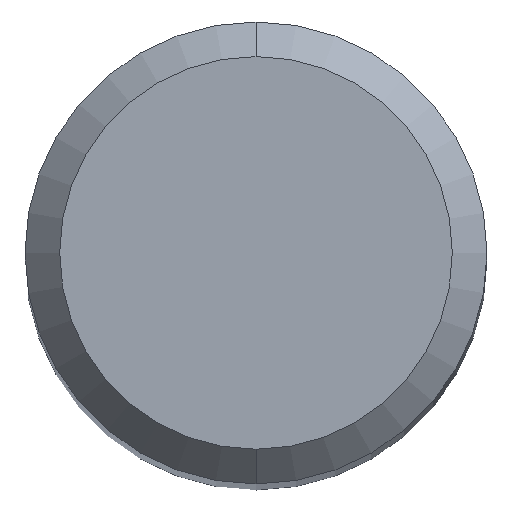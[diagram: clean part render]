
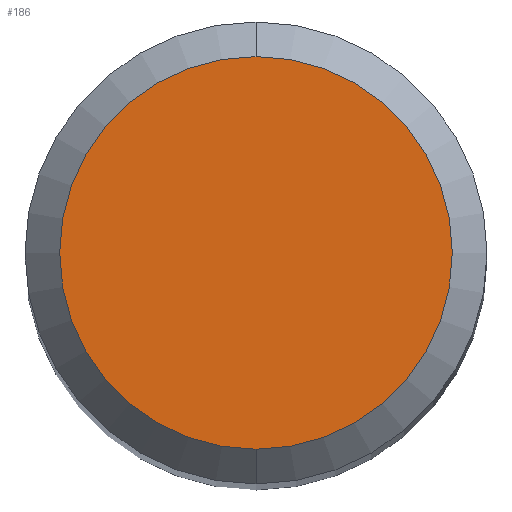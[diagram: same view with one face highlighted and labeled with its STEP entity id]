
A CAD part, top view. The second image highlights one B-rep face of the part: STEP entity #186.
In plain terms, the highlighted planar face has unit normal (0, 0, 1).
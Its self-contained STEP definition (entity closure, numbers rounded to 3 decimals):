
#98=EDGE_CURVE('',#170,#210,#247,.T.);
#146=EDGE_CURVE('',#210,#170,#300,.T.);
#170=VERTEX_POINT('',#326);
#186=ADVANCED_FACE('',(#345),#346,.T.);
#210=VERTEX_POINT('',#373);
#247=CIRCLE('',#406,1.7);
#300=CIRCLE('',#471,1.7);
#326=CARTESIAN_POINT('',(0.0,1.7,0.0));
#345=FACE_OUTER_BOUND('',#525,.T.);
#346=PLANE('',#526);
#373=CARTESIAN_POINT('',(0.,-1.7,0.0));
#406=AXIS2_PLACEMENT_3D('',#589,#590,#591);
#471=AXIS2_PLACEMENT_3D('',#657,#658,#659);
#525=EDGE_LOOP('',(#711,#712));
#526=AXIS2_PLACEMENT_3D('',#713,#714,#715);
#589=CARTESIAN_POINT('',(0.0,0.0,0.0));
#590=DIRECTION('',(0.0,0.0,-1.0));
#591=DIRECTION('',(0.0,1.0,0.0));
#657=CARTESIAN_POINT('',(0.0,0.0,0.0));
#658=DIRECTION('',(0.0,0.0,-1.0));
#659=DIRECTION('',(0.0,1.0,0.0));
#711=ORIENTED_EDGE('',*,*,#98,.F.);
#712=ORIENTED_EDGE('',*,*,#146,.F.);
#713=CARTESIAN_POINT('',(0.0,0.85,0.0));
#714=DIRECTION('',(-0.0,0.0,1.0));
#715=DIRECTION('',(0.0,-1.0,0.0));
